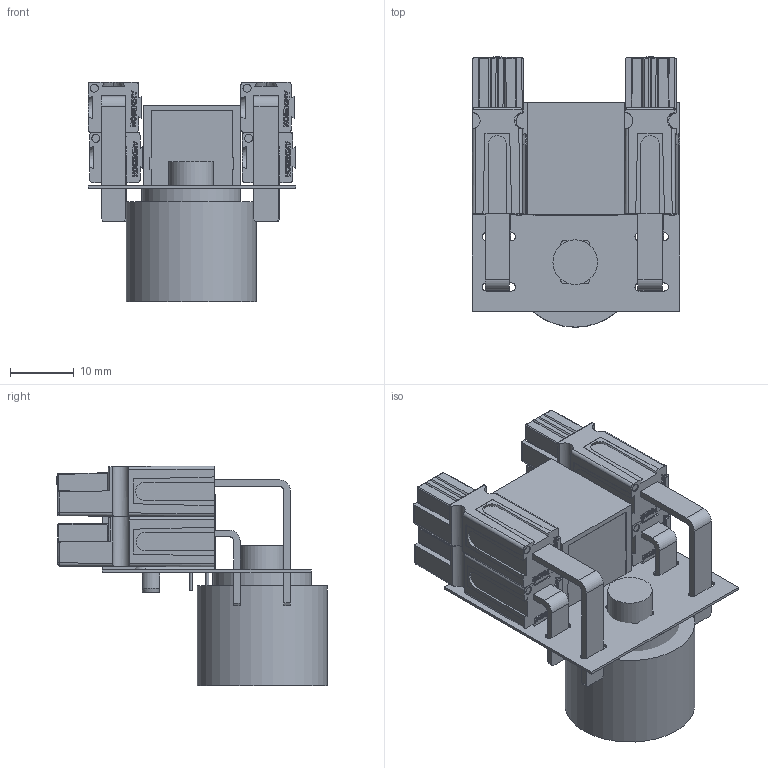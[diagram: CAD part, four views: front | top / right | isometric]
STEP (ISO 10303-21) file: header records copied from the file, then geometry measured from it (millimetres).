
FILE_DESCRIPTION(('Open CASCADE Model'),'2;1');
FILE_NAME('Open CASCADE Shape Model','2020-07-26T07:56:53',('Author'),( 'Open CASCADE'),'Open CASCADE STEP processor 6.8','Open CASCADE 6.8' ,'Unknown');
FILE_SCHEMA(('AUTOMOTIVE_DESIGN { 1 0 10303 214 1 1 1 1 }'));
Length unit declared in the file: millimetre
Products named in the file (16): PCB; Board; Open CASCADE STEP translator 6.8 1.1.1; J4; 6882638992; Cylinder; 6882630272; 6882629952; J3; 54602-908LFc; J2; 1336G1_IN_HSG_RGB8421504; 1337G1_IN_HSG_RGB8421504; J1
Assembly tree (17 placements, depth 4):
  PCB
    Board
      Open CASCADE STEP translator 6.8 1.1.1
    J4
      6882638992
        Cylinder
      6882630272
        Cylinder
      6882629952
        Cylinder
    J3
      54602-908LFc
    J2
      1336G1_IN_HSG_RGB8421504
      1337G1_IN_HSG_RGB8421504
    J1
      1336G1_IN_HSG_RGB8421504
      1337G1_IN_HSG_RGB8421504
Bounding box: 32.65 x 42.46 x 34.53 mm (x, y, z)
Volume: 14133.6 mm3; surface area: 12046.2 mm2
Topology: 9 solids, 9 shells, 1541 faces, 4126 edges, 2704 vertices
Faces by surface type: plane 1004, cylinder 253, bspline 228, cone 28, torus 20, sphere 8
Full cylindrical faces by diameter (mm): 0.9 x8, 1.25 x4, 1.5 x2, 3.25 x2, 7 x1, 15.5 x1, 20.4 x1
Entity records: 39563 total; most frequent: CARTESIAN_POINT 12654, ORIENTED_EDGE 4544, DIRECTION 3620, EDGE_CURVE 2272, LINE 1656, VECTOR 1656, VERTEX_POINT 1494, AXIS2_PLACEMENT_3D 982
